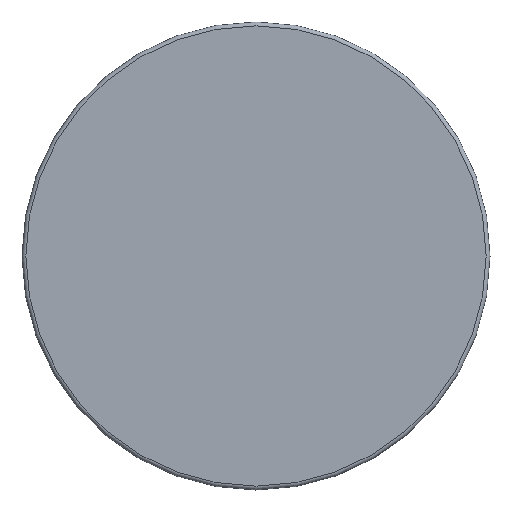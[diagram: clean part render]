
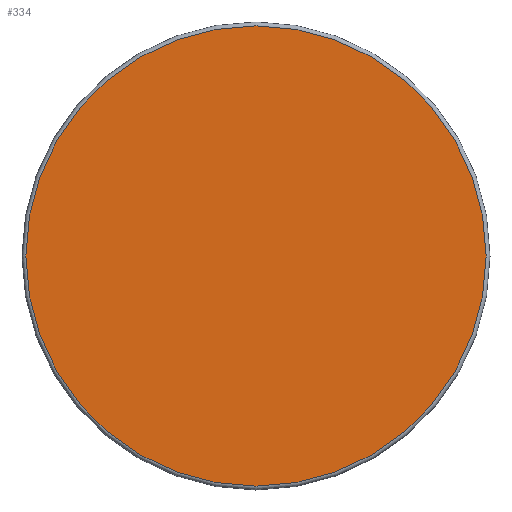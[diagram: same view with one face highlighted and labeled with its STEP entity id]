
A CAD part, front view. The second image highlights one B-rep face of the part: STEP entity #334.
In plain terms, the highlighted planar face has unit normal (0, -1, 0).
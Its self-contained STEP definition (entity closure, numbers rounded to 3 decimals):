
#36=PLANE('',#395);
#60=FACE_OUTER_BOUND('',#83,.T.);
#83=EDGE_LOOP('',(#297,#298));
#137=CIRCLE('',#396,88.5);
#138=CIRCLE('',#397,88.5);
#170=VERTEX_POINT('',#608);
#171=VERTEX_POINT('',#609);
#214=EDGE_CURVE('',#170,#171,#137,.T.);
#215=EDGE_CURVE('',#171,#170,#138,.T.);
#297=ORIENTED_EDGE('',*,*,#214,.F.);
#298=ORIENTED_EDGE('',*,*,#215,.F.);
#334=ADVANCED_FACE('',(#60),#36,.T.);
#395=AXIS2_PLACEMENT_3D('',#607,#495,#496);
#396=AXIS2_PLACEMENT_3D('',#610,#497,#498);
#397=AXIS2_PLACEMENT_3D('',#611,#499,#500);
#495=DIRECTION('center_axis',(0.,-1.,0.));
#496=DIRECTION('ref_axis',(0.,0.,-1.));
#497=DIRECTION('center_axis',(0.,1.,0.));
#498=DIRECTION('ref_axis',(-1.,0.,0.));
#499=DIRECTION('center_axis',(0.,1.,0.));
#500=DIRECTION('ref_axis',(-1.,0.,0.));
#607=CARTESIAN_POINT('Origin',(-44.25,0.,
0.));
#608=CARTESIAN_POINT('',(-88.5,0.,0.));
#609=CARTESIAN_POINT('',(0.,0.,-88.5));
#610=CARTESIAN_POINT('Origin',(0.,0.,
0.));
#611=CARTESIAN_POINT('Origin',(0.,0.,
0.));
